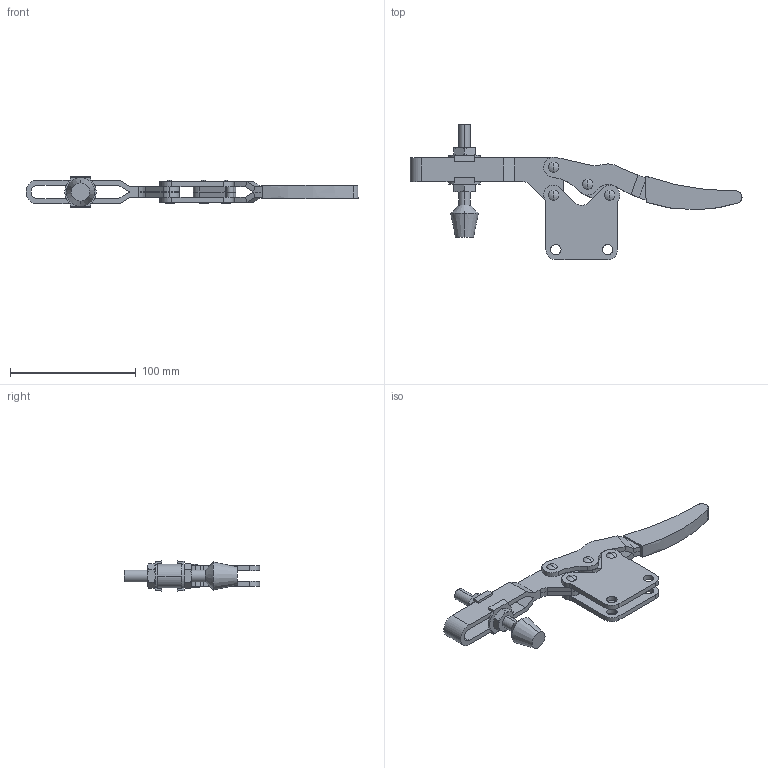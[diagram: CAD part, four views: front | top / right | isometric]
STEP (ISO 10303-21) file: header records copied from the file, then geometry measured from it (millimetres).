
FILE_DESCRIPTION (( 'STEP AP214' ), '1' );
FILE_NAME ('GH-20236(Â²¤Æ)-1.STEP', '2020-07-14T03:59:48', ( 'LinWei' ), ( '' ), 'SwSTEP 2.0', 'SolidWorks 2016', '' );
FILE_SCHEMA (( 'AUTOMOTIVE_DESIGN' ));
Length unit declared in the file: millimetre
Products named in the file (6): Group3^GH-20236(簡化)-1; Group6^GH-20236(簡化)-1; 12023508-1^GH-20236(簡化)-1; Group5^GH-20236(簡化)-1; Group4^GH-20236(簡化)-1; GH-20236(簡化)-1
Assembly tree (5 placements, depth 2):
  GH-20236(簡化)-1
    Group4^GH-20236(簡化)-1
    Group5^GH-20236(簡化)-1
    12023508-1^GH-20236(簡化)-1
    Group6^GH-20236(簡化)-1
    Group3^GH-20236(簡化)-1
Bounding box: 264.56 x 107.8 x 24.02 mm (x, y, z)
Volume: 90792.7 mm3; surface area: 47900 mm2
Topology: 5 solids, 5 shells, 259 faces, 645 edges, 413 vertices
Faces by surface type: cylinder 112, plane 101, cone 28, bspline 10, sphere 8
Entity records: 9250 total; most frequent: CARTESIAN_POINT 1961, DIRECTION 1342, ORIENTED_EDGE 1290, EDGE_CURVE 645, AXIS2_PLACEMENT_3D 514, VERTEX_POINT 413, LINE 314, VECTOR 314
